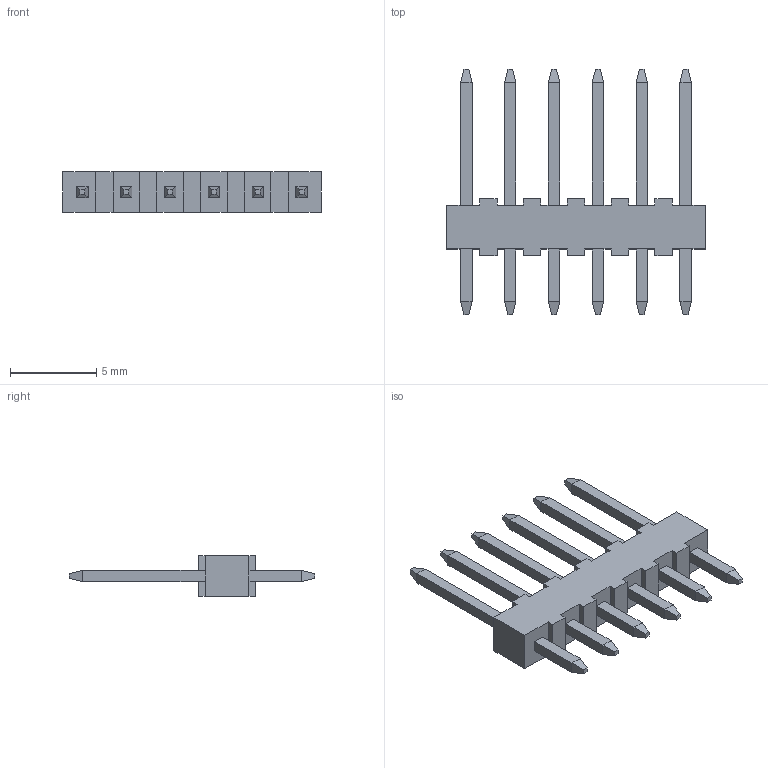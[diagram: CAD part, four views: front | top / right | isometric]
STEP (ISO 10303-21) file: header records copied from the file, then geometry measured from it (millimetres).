
FILE_DESCRIPTION((''),'2;1');
FILE_NAME('022032061','2014-06-05T',('me'),(''),'PRO/ENGINEER BY PARAMETRIC TECHNOLOGY CORPORATION, 2011490','PRO/ENGINEER BY PARAMETRIC TECHNOLOGY CORPORATION, 2011490','');
FILE_SCHEMA(('CONFIG_CONTROL_DESIGN'));
Length unit declared in the file: inch
Products named in the file (1): 022032061
Bounding box: 14.99 x 14.22 x 2.36 mm (x, y, z)
Volume: 127.8 mm3; surface area: 359.1 mm2
Topology: 1 solids, 1 shells, 154 faces, 384 edges, 244 vertices
Faces by surface type: plane 154
Entity records: 4471 total; most frequent: CARTESIAN_POINT 771, ORIENTED_EDGE 744, DIRECTION 706, VECTOR 372, LINE 372, EDGE_CURVE 372, VERTEX_POINT 232, AXIS2_PLACEMENT_3D 167
